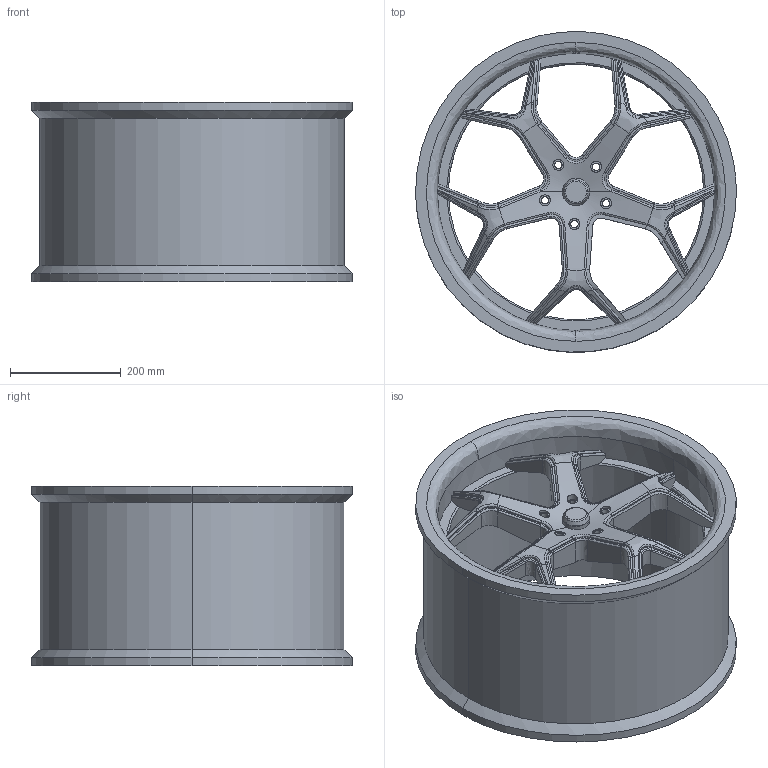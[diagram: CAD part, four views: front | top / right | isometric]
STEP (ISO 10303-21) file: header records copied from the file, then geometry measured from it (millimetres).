
FILE_DESCRIPTION(('FreeCAD Model'),'2;1');
FILE_NAME('Open CASCADE Shape Model','2025-05-04T14:08:14',('FreeCAD'),( 'FreeCAD'),'Open CASCADE STEP processor 7.6','FreeCAD','Unknown');
FILE_SCHEMA(('AUTOMOTIVE_DESIGN { 1 0 10303 214 1 1 1 1 }'));
Length unit declared in the file: millimetre
Products named in the file (1): Open CASCADE STEP translator 7.6 1
Bounding box: 580.56 x 580.05 x 325.43 mm (x, y, z)
Volume: 24395773.2 mm3; surface area: 1495697.6 mm2
Topology: 1 solids, 1 shells, 415 faces, 1109 edges, 683 vertices
Faces by surface type: bspline 415
Entity records: 20805 total; most frequent: CARTESIAN_POINT 14636, ORIENTED_EDGE 2218, EDGE_CURVE 1109, B_SPLINE_CURVE_WITH_KNOTS 774, VERTEX_POINT 683, FACE_BOUND 432, EDGE_LOOP 432, ADVANCED_FACE 415
